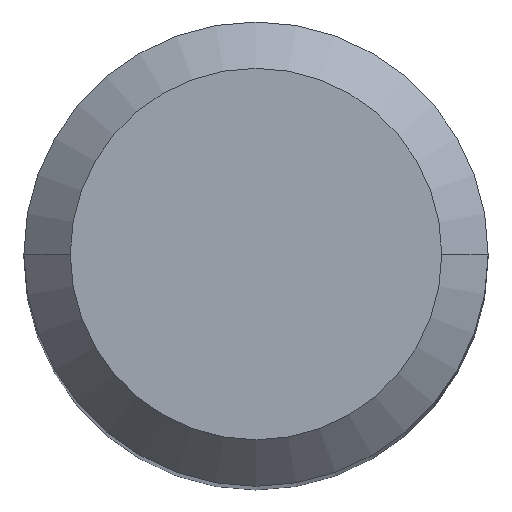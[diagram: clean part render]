
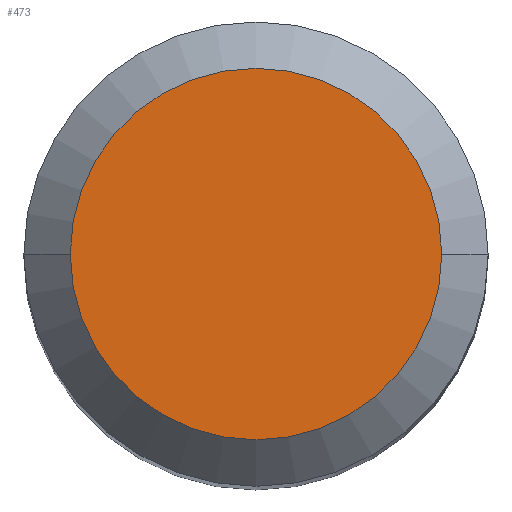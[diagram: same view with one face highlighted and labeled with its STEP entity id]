
A CAD part, top view. The second image highlights one B-rep face of the part: STEP entity #473.
In plain terms, the highlighted planar face has unit normal (0, 0, 1).
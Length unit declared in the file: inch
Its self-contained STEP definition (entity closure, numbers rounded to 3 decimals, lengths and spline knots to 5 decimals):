
#20 = VERTEX_POINT ( 'NONE', #240 ) ;
#40 = DIRECTION ( 'NONE',  ( 0., 0., 1. ) ) ;
#62 = CARTESIAN_POINT ( 'NONE',  ( 0., 0., 0. ) ) ;
#65 = DIRECTION ( 'NONE',  ( 0., 0., -1. ) ) ;
#74 = VERTEX_POINT ( 'NONE', #84 ) ;
#84 = CARTESIAN_POINT ( 'NONE',  ( -0.18896, 0., 0. ) ) ;
#98 = EDGE_CURVE ( 'NONE', #74, #20, #149, .T. ) ;
#102 = ORIENTED_EDGE ( 'NONE', *, *, #98, .T. ) ;
#105 = CIRCLE ( 'NONE', #484, 0.18896 ) ;
#147 = DIRECTION ( 'NONE',  ( -1., 0., 0. ) ) ;
#149 = CIRCLE ( 'NONE', #220, 0.18896 ) ;
#220 = AXIS2_PLACEMENT_3D ( 'NONE', #368, #328, #449 ) ;
#240 = CARTESIAN_POINT ( 'NONE',  ( 0.18896, 0., 0. ) ) ;
#254 = CARTESIAN_POINT ( 'NONE',  ( 0., 0., 0. ) ) ;
#257 = EDGE_CURVE ( 'NONE', #20, #74, #105, .T. ) ;
#307 = ORIENTED_EDGE ( 'NONE', *, *, #257, .T. ) ;
#320 = FACE_OUTER_BOUND ( 'NONE', #382, .T. ) ;
#328 = DIRECTION ( 'NONE',  ( 0., 0., 1. ) ) ;
#340 = AXIS2_PLACEMENT_3D ( 'NONE', #62, #65, #147 ) ;
#368 = CARTESIAN_POINT ( 'NONE',  ( 0., 0., 0. ) ) ;
#372 = DIRECTION ( 'NONE',  ( 1., 0., 0. ) ) ;
#382 = EDGE_LOOP ( 'NONE', ( #102, #307 ) ) ;
#432 = PLANE ( 'NONE',  #340 ) ;
#449 = DIRECTION ( 'NONE',  ( 1., 0., 0. ) ) ;
#473 = ADVANCED_FACE ( 'NONE', ( #320 ), #432, .F. ) ;
#484 = AXIS2_PLACEMENT_3D ( 'NONE', #254, #40, #372 ) ;
